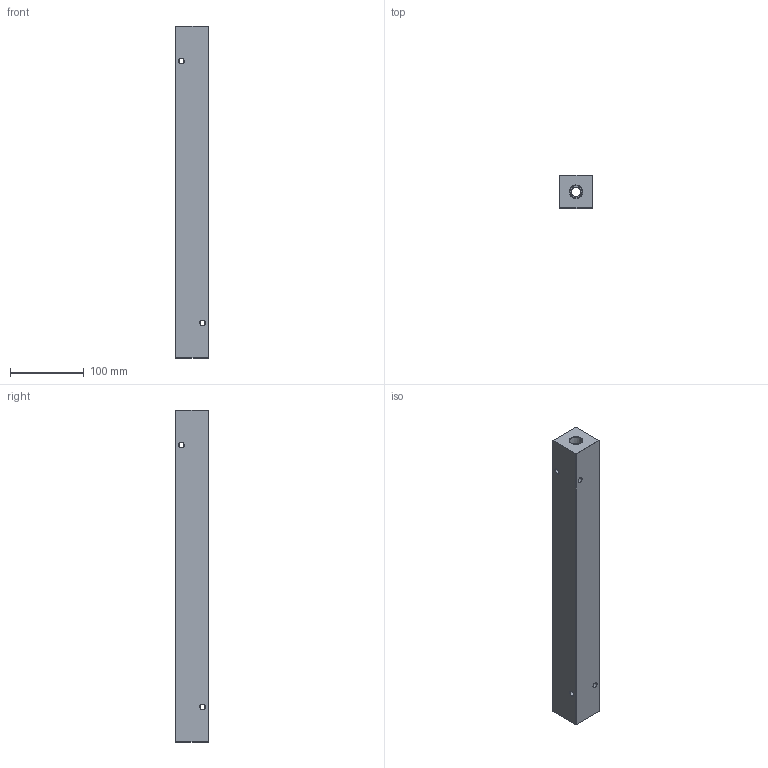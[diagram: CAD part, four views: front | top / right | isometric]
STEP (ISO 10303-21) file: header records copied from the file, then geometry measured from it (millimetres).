
FILE_DESCRIPTION (( 'STEP AP214' ), '1' );
FILE_NAME ('HM-10-0-P-6-6.STEP', '2020-02-28T16:25:03', ( '' ), ( '' ), 'SwSTEP 2.0', 'SolidWorks 2019', '' );
FILE_SCHEMA (( 'AUTOMOTIVE_DESIGN' ));
Length unit declared in the file: inch
Products named in the file (1): HM-10-0-P-6-6
Bounding box: 44.45 x 44.45 x 450.85 mm (x, y, z)
Volume: 790835.3 mm3; surface area: 110531.8 mm2
Topology: 1 solids, 1 shells, 531 faces, 1383 edges, 898 vertices
Faces by surface type: plane 263, bspline 186, cone 44, cylinder 38
Entity records: 32946 total; most frequent: CARTESIAN_POINT 14511, ORIENTED_EDGE 2766, DIRECTION 1779, EDGE_CURVE 1383, VERTEX_POINT 898, LINE 823, VECTOR 823, EDGE_LOOP 609
